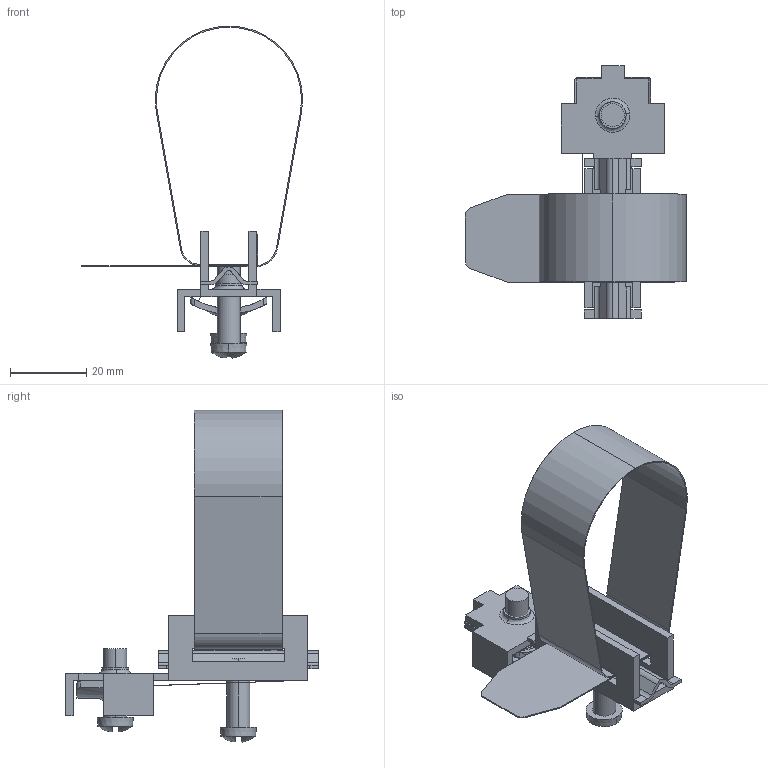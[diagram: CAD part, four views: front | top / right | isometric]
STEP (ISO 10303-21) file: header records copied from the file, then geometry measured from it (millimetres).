
FILE_DESCRIPTION (( 'STEP AP214' ), '1' );
FILE_NAME ('5057558.STP', '2021-01-04T11:39:11', ( '' ), ( '' ), 'SwSTEP 2.0', 'SolidWorks 2020', '' );
FILE_SCHEMA (( 'AUTOMOTIVE_DESIGN' ));
Length unit declared in the file: millimetre
Products named in the file (7): Imported_2; Imported_5; Imported_4; Imported_3; Imported; 5057558; Imported_6
Assembly tree (6 placements, depth 2):
  5057558
    Imported
    Imported_2
    Imported_3
    Imported_4
    Imported_5
    Imported_6
Bounding box: 57.94 x 66.25 x 86.96 mm (x, y, z)
Volume: 8524.3 mm3; surface area: 19034.1 mm2
Topology: 6 solids, 6 shells, 241 faces, 672 edges, 436 vertices
Faces by surface type: plane 130, cylinder 45, bspline 40, cone 26
Entity records: 14322 total; most frequent: CARTESIAN_POINT 5527, ORIENTED_EDGE 1326, DIRECTION 1097, EDGE_CURVE 663, VERTEX_POINT 436, AXIS2_PLACEMENT_3D 374, VECTOR 349, LINE 349
